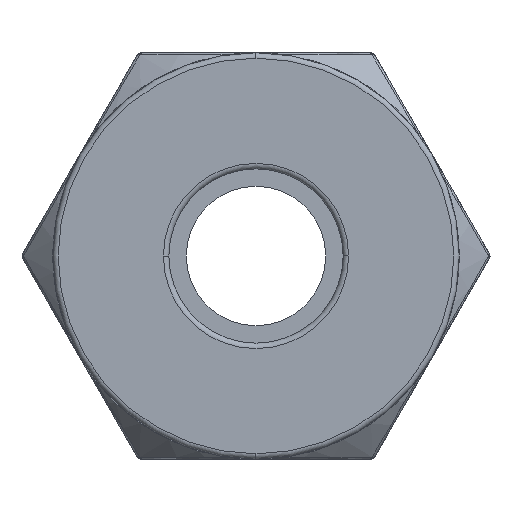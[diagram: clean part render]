
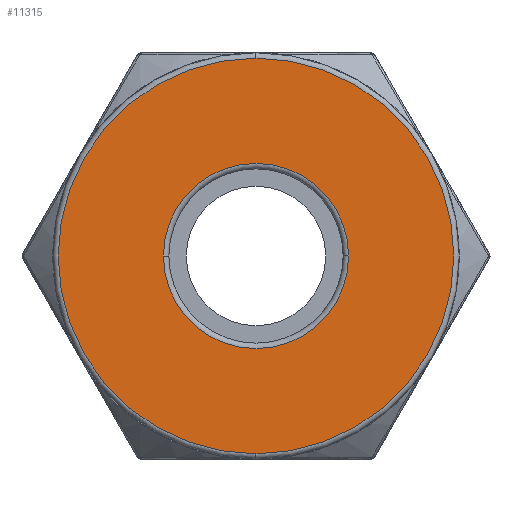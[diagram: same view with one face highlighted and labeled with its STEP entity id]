
A CAD part, left-side view. The second image highlights one B-rep face of the part: STEP entity #11315.
In plain terms, the highlighted face is planar.
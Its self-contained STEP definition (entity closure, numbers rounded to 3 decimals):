
#8675=CARTESIAN_POINT('',(0.,0.,0.));
#8676=DIRECTION('',(-1.,0.,0.));
#8677=DIRECTION('',(0.,1.,0.));
#8678=AXIS2_PLACEMENT_3D('',#8675,#8676,#8677);
#8680=CARTESIAN_POINT('',(0.,0.,0.));
#8681=DIRECTION('',(-1.,0.,0.));
#8682=DIRECTION('',(0.,-1.,0.));
#8683=AXIS2_PLACEMENT_3D('',#8680,#8681,#8682);
#8685=CARTESIAN_POINT('',(0.,0.,0.));
#8686=DIRECTION('',(1.,0.,0.));
#8687=DIRECTION('',(0.,0.,1.));
#8688=AXIS2_PLACEMENT_3D('',#8685,#8686,#8687);
#8690=CARTESIAN_POINT('',(0.,0.,0.));
#8691=DIRECTION('',(1.,0.,0.));
#8692=DIRECTION('',(0.,0.,-1.));
#8693=AXIS2_PLACEMENT_3D('',#8690,#8691,#8692);
#11125=CARTESIAN_POINT('',(0.,3.188,0.));
#11126=CARTESIAN_POINT('',(0.,-3.188,0.));
#11127=VERTEX_POINT('',#11125);
#11128=VERTEX_POINT('',#11126);
#11157=CARTESIAN_POINT('',(0.,0.,6.813));
#11158=CARTESIAN_POINT('',(0.,0.,-6.813));
#11159=VERTEX_POINT('',#11157);
#11160=VERTEX_POINT('',#11158);
#11298=CARTESIAN_POINT('',(0.,0.,0.));
#11299=DIRECTION('',(1.,0.,0.));
#11300=DIRECTION('',(0.,-1.,0.));
#11301=AXIS2_PLACEMENT_3D('',#11298,#11299,#11300);
#11302=PLANE('',#11301);
#11304=ORIENTED_EDGE('',*,*,#11303,.F.);
#11306=ORIENTED_EDGE('',*,*,#11305,.F.);
#11307=EDGE_LOOP('',(#11304,#11306));
#11308=FACE_OUTER_BOUND('',#11307,.F.);
#11310=ORIENTED_EDGE('',*,*,#11309,.F.);
#11312=ORIENTED_EDGE('',*,*,#11311,.F.);
#11313=EDGE_LOOP('',(#11310,#11312));
#11314=FACE_BOUND('',#11313,.F.);
#8679=CIRCLE('',#8678,3.188);
#8684=CIRCLE('',#8683,3.188);
#8689=CIRCLE('',#8688,6.813);
#8694=CIRCLE('',#8693,6.813);
#11303=EDGE_CURVE('',#11159,#11160,#8689,.T.);
#11305=EDGE_CURVE('',#11160,#11159,#8694,.T.);
#11309=EDGE_CURVE('',#11127,#11128,#8679,.T.);
#11311=EDGE_CURVE('',#11128,#11127,#8684,.T.);
#11315=ADVANCED_FACE('',(#11308,#11314),#11302,.T.);
